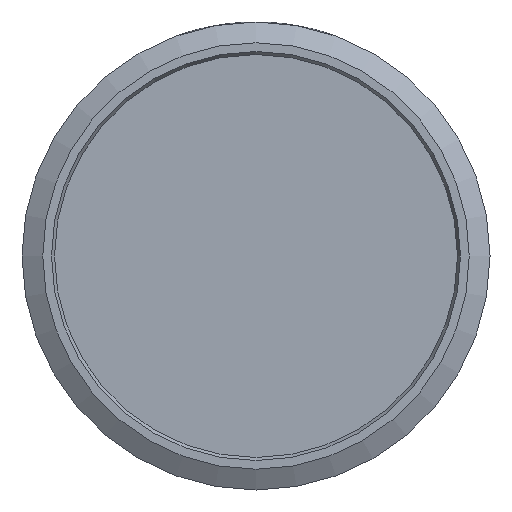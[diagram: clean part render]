
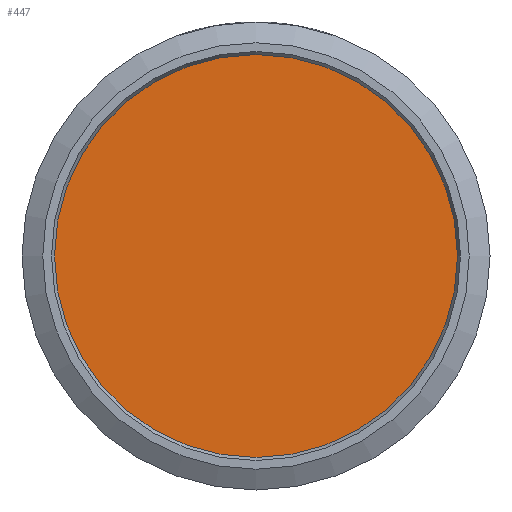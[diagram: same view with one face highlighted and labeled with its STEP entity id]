
A CAD part, front view. The second image highlights one B-rep face of the part: STEP entity #447.
In plain terms, the highlighted planar face has unit normal (0, -1, 0).
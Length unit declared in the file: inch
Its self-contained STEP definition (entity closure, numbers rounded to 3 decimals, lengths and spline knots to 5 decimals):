
#8 = EDGE_LOOP ( 'NONE', ( #243 ) ) ;
#239 = FACE_OUTER_BOUND ( 'NONE', #8, .T. ) ;
#243 = ORIENTED_EDGE ( 'NONE', *, *, #499, .T. ) ;
#299 = VERTEX_POINT ( 'NONE', #786 ) ;
#342 = DIRECTION ( 'NONE',  ( 0., -1., 0. ) ) ;
#352 = DIRECTION ( 'NONE',  ( 0., -1., 0. ) ) ;
#357 = CARTESIAN_POINT ( 'NONE',  ( 0., -1.96063, 0. ) ) ;
#435 = DIRECTION ( 'NONE',  ( 0., 0., -1. ) ) ;
#447 = ADVANCED_FACE ( 'NONE', ( #239 ), #885, .T. ) ;
#499 = EDGE_CURVE ( 'NONE', #299, #299, #504, .T. ) ;
#504 = CIRCLE ( 'NONE', #574, 0.30512 ) ;
#574 = AXIS2_PLACEMENT_3D ( 'NONE', #357, #342, #612 ) ;
#612 = DIRECTION ( 'NONE',  ( 1., 0., 0. ) ) ;
#786 = CARTESIAN_POINT ( 'NONE',  ( 0.30512, -1.96063, 0. ) ) ;
#807 = CARTESIAN_POINT ( 'NONE',  ( 0., -1.96063, 0. ) ) ;
#885 = PLANE ( 'NONE',  #1132 ) ;
#1132 = AXIS2_PLACEMENT_3D ( 'NONE', #807, #352, #435 ) ;
